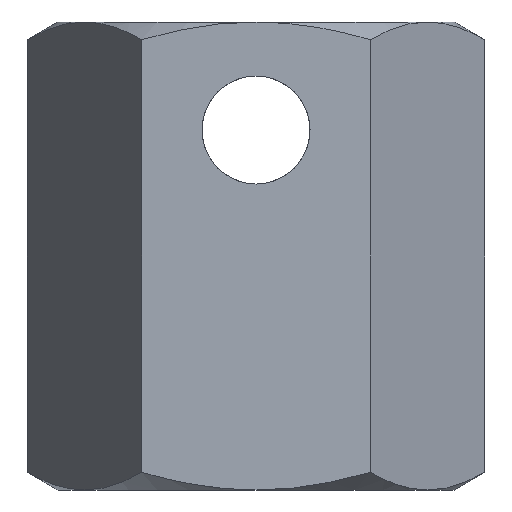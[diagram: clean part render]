
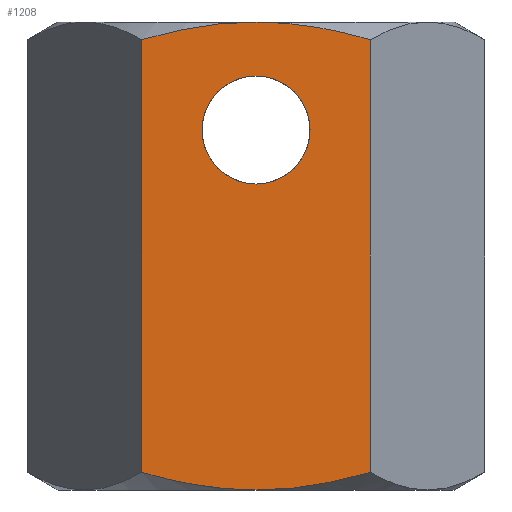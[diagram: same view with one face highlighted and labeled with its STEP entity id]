
A CAD part, front view. The second image highlights one B-rep face of the part: STEP entity #1208.
In plain terms, the highlighted planar face has unit normal (0, -1, 0).
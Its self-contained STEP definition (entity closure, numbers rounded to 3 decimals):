
#590=VERTEX_POINT('',#1541);
#648=EDGE_CURVE('',#590,#726,#1607,.T.);
#666=EDGE_CURVE('',#1400,#846,#1627,.T.);
#726=VERTEX_POINT('',#1694);
#820=EDGE_CURVE('',#1206,#962,#1801,.T.);
#828=EDGE_CURVE('',#1206,#726,#1810,.T.);
#846=VERTEX_POINT('',#1833);
#896=EDGE_CURVE('',#1318,#590,#1889,.T.);
#962=VERTEX_POINT('',#1960);
#1038=VERTEX_POINT('',#2045);
#1106=EDGE_CURVE('',#962,#1038,#2123,.T.);
#1206=VERTEX_POINT('',#2229);
#1208=ADVANCED_FACE('',(#2231,#2232),#2233,.T.);
#1318=VERTEX_POINT('',#2356);
#1336=EDGE_CURVE('',#846,#1400,#2374,.T.);
#1360=EDGE_CURVE('',#1038,#1318,#2399,.T.);
#1400=VERTEX_POINT('',#2444);
#1541=CARTESIAN_POINT('',(0.,-11.0,26.0));
#1607=(B_SPLINE_CURVE(2,(#2830,#2831,#2832),.UNSPECIFIED.,.F.,.F.)B_SPLINE_CURVE_WITH_KNOTS((3,3),(10.567,17.559),.UNSPECIFIED.)RATIONAL_B_SPLINE_CURVE((1.0,1.058,1.039))BOUNDED_CURVE()REPRESENTATION_ITEM('')GEOMETRIC_REPRESENTATION_ITEM()CURVE());
#1627=CIRCLE('',#2874,3.0);
#1694=CARTESIAN_POINT('',(-6.351,-11.0,25.018));
#1801=(B_SPLINE_CURVE(2,(#3220,#3221,#3222),.UNSPECIFIED.,.F.,.F.)B_SPLINE_CURVE_WITH_KNOTS((3,3),(3.575,10.567),.UNSPECIFIED.)RATIONAL_B_SPLINE_CURVE((1.039,1.058,1.0))BOUNDED_CURVE()REPRESENTATION_ITEM('')GEOMETRIC_REPRESENTATION_ITEM()CURVE());
#1810=LINE('',#3240,#3241);
#1833=CARTESIAN_POINT('',(0.,-11.0,17.0));
#1889=(B_SPLINE_CURVE(2,(#3406,#3407,#3408),.UNSPECIFIED.,.F.,.F.)B_SPLINE_CURVE_WITH_KNOTS((3,3),(3.575,10.567),.UNSPECIFIED.)RATIONAL_B_SPLINE_CURVE((1.039,1.058,1.0))BOUNDED_CURVE()REPRESENTATION_ITEM('')GEOMETRIC_REPRESENTATION_ITEM()CURVE());
#1960=CARTESIAN_POINT('',(0.,-11.0,0.0));
#2045=CARTESIAN_POINT('',(6.351,-11.0,0.982));
#2123=(B_SPLINE_CURVE(2,(#3727,#3728,#3729),.UNSPECIFIED.,.F.,.F.)B_SPLINE_CURVE_WITH_KNOTS((3,3),(10.567,17.559),.UNSPECIFIED.)RATIONAL_B_SPLINE_CURVE((1.0,1.058,1.039))BOUNDED_CURVE()REPRESENTATION_ITEM('')GEOMETRIC_REPRESENTATION_ITEM()CURVE());
#2229=CARTESIAN_POINT('',(-6.351,-11.0,0.982));
#2231=FACE_BOUND('',#3934,.T.);
#2232=FACE_OUTER_BOUND('',#3935,.T.);
#2233=PLANE('',#3936);
#2356=CARTESIAN_POINT('',(6.351,-11.0,25.018));
#2374=CIRCLE('',#4253,3.0);
#2399=LINE('',#4288,#4289);
#2444=CARTESIAN_POINT('',(0.,-11.0,23.0));
#2830=CARTESIAN_POINT('',(0.,-11.0,26.0));
#2831=CARTESIAN_POINT('',(-2.947,-11.0,26.0));
#2832=CARTESIAN_POINT('',(-6.351,-11.0,25.018));
#2874=AXIS2_PLACEMENT_3D('',#4703,#4704,#4705);
#3220=CARTESIAN_POINT('',(-6.351,-11.0,0.982));
#3221=CARTESIAN_POINT('',(-2.947,-11.0,0.));
#3222=CARTESIAN_POINT('',(0.,-11.0,0.0));
#3240=CARTESIAN_POINT('',(-6.351,-11.0,0.0));
#3241=VECTOR('',#4950,1.0);
#3406=CARTESIAN_POINT('',(6.351,-11.0,25.018));
#3407=CARTESIAN_POINT('',(2.947,-11.0,26.0));
#3408=CARTESIAN_POINT('',(0.,-11.0,26.0));
#3727=CARTESIAN_POINT('',(0.,-11.0,0.0));
#3728=CARTESIAN_POINT('',(2.947,-11.0,0.));
#3729=CARTESIAN_POINT('',(6.351,-11.0,0.982));
#3934=EDGE_LOOP('',(#5431,#5432));
#3935=EDGE_LOOP('',(#5433,#5434,#5435,#5436,#5437,#5438));
#3936=AXIS2_PLACEMENT_3D('',#5439,#5440,#5441);
#4253=AXIS2_PLACEMENT_3D('',#5598,#5599,#5600);
#4288=CARTESIAN_POINT('',(6.351,-11.0,0.0));
#4289=VECTOR('',#5626,1.0);
#4703=CARTESIAN_POINT('',(0.,-11.0,20.0));
#4704=DIRECTION('',(0.0,1.0,0.0));
#4705=DIRECTION('',(0.0,0.0,-1.0));
#4950=DIRECTION('',(0.0,0.0,1.0));
#5431=ORIENTED_EDGE('',*,*,#1336,.T.);
#5432=ORIENTED_EDGE('',*,*,#666,.T.);
#5433=ORIENTED_EDGE('',*,*,#1106,.T.);
#5434=ORIENTED_EDGE('',*,*,#1360,.T.);
#5435=ORIENTED_EDGE('',*,*,#896,.T.);
#5436=ORIENTED_EDGE('',*,*,#648,.T.);
#5437=ORIENTED_EDGE('',*,*,#828,.F.);
#5438=ORIENTED_EDGE('',*,*,#820,.T.);
#5439=CARTESIAN_POINT('',(6.351,-11.0,0.0));
#5440=DIRECTION('',(0.0,-1.0,0.0));
#5441=DIRECTION('',(0.0,0.0,1.0));
#5598=CARTESIAN_POINT('',(0.,-11.0,20.0));
#5599=DIRECTION('',(0.0,1.0,0.0));
#5600=DIRECTION('',(0.0,0.0,-1.0));
#5626=DIRECTION('',(0.0,0.0,1.0));
